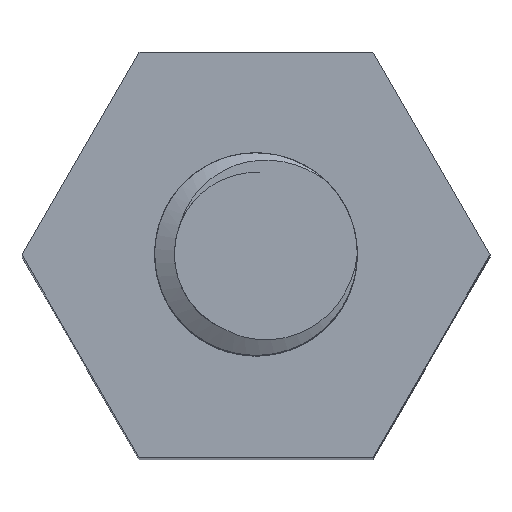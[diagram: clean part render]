
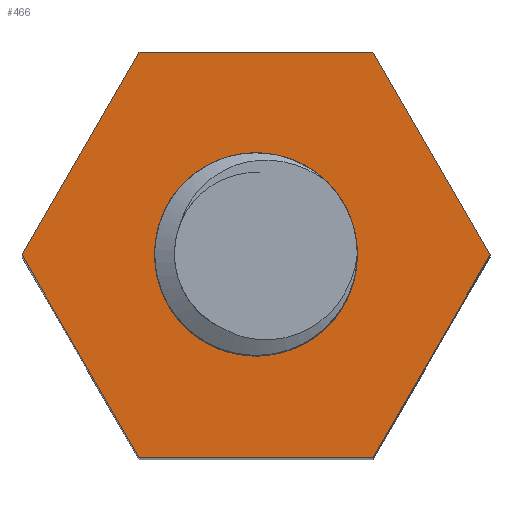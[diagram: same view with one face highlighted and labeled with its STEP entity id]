
A CAD part, top view. The second image highlights one B-rep face of the part: STEP entity #466.
In plain terms, the highlighted planar face has unit normal (0, 0, 1).
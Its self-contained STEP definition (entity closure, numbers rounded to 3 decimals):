
#58=CIRCLE('',#521,1.245);
#70=LINE('',#676,#88);
#74=LINE('',#695,#92);
#77=LINE('',#711,#95);
#80=LINE('',#727,#98);
#83=LINE('',#743,#101);
#85=LINE('',#756,#103);
#88=VECTOR('',#555,1000.);
#92=VECTOR('',#561,1000.);
#95=VECTOR('',#566,1000.);
#98=VECTOR('',#571,1000.);
#101=VECTOR('',#576,1000.);
#103=VECTOR('',#580,1000.);
#157=ORIENTED_EDGE('',*,*,#279,.T.);
#158=ORIENTED_EDGE('',*,*,#241,.T.);
#159=ORIENTED_EDGE('',*,*,#247,.T.);
#160=ORIENTED_EDGE('',*,*,#252,.T.);
#161=ORIENTED_EDGE('',*,*,#257,.T.);
#162=ORIENTED_EDGE('',*,*,#262,.T.);
#163=ORIENTED_EDGE('',*,*,#266,.T.);
#241=EDGE_CURVE('',#309,#308,#70,.T.);
#247=EDGE_CURVE('',#308,#314,#74,.T.);
#252=EDGE_CURVE('',#314,#318,#77,.T.);
#257=EDGE_CURVE('',#318,#322,#80,.T.);
#262=EDGE_CURVE('',#322,#326,#83,.T.);
#266=EDGE_CURVE('',#326,#309,#85,.T.);
#279=EDGE_CURVE('',#334,#334,#58,.T.);
#308=VERTEX_POINT('',#675);
#309=VERTEX_POINT('',#677);
#314=VERTEX_POINT('',#694);
#318=VERTEX_POINT('',#710);
#322=VERTEX_POINT('',#726);
#326=VERTEX_POINT('',#742);
#334=VERTEX_POINT('',#781);
#381=EDGE_LOOP('',(#157));
#382=EDGE_LOOP('',(#158,#159,#160,#161,#162,#163));
#418=FACE_BOUND('',#381,.T.);
#419=FACE_BOUND('',#382,.T.);
#453=PLANE('',#520);
#466=ADVANCED_FACE('',(#418,#419),#453,.T.);
#520=AXIS2_PLACEMENT_3D('',#779,#606,#607);
#521=AXIS2_PLACEMENT_3D('',#780,#608,#609);
#555=DIRECTION('',(1.,0.,0.));
#561=DIRECTION('',(0.5,0.866,0.));
#566=DIRECTION('',(-0.5,0.866,0.));
#571=DIRECTION('',(-1.,0.,0.));
#576=DIRECTION('',(-0.5,-0.866,0.));
#580=DIRECTION('',(0.5,-0.866,0.));
#606=DIRECTION('',(0.,0.,1.));
#607=DIRECTION('',(1.,0.,0.));
#608=DIRECTION('',(0.,0.,-1.));
#609=DIRECTION('',(-1.,0.,0.));
#675=CARTESIAN_POINT('',(1.443,-2.5,16.));
#676=CARTESIAN_POINT('',(-1.443,-2.5,16.));
#677=CARTESIAN_POINT('',(-1.443,-2.5,16.));
#694=CARTESIAN_POINT('',(2.887,0.,16.));
#695=CARTESIAN_POINT('',(1.443,-2.5,16.));
#710=CARTESIAN_POINT('',(1.443,2.5,16.));
#711=CARTESIAN_POINT('',(2.887,0.,16.));
#726=CARTESIAN_POINT('',(-1.443,2.5,16.));
#727=CARTESIAN_POINT('',(1.443,2.5,16.));
#742=CARTESIAN_POINT('',(-2.887,0.,16.));
#743=CARTESIAN_POINT('',(-1.443,2.5,16.));
#756=CARTESIAN_POINT('',(-2.887,0.,16.));
#779=CARTESIAN_POINT('',(0.,0.,16.));
#780=CARTESIAN_POINT('',(0.,0.,16.));
#781=CARTESIAN_POINT('',(-1.245,0.,16.));
